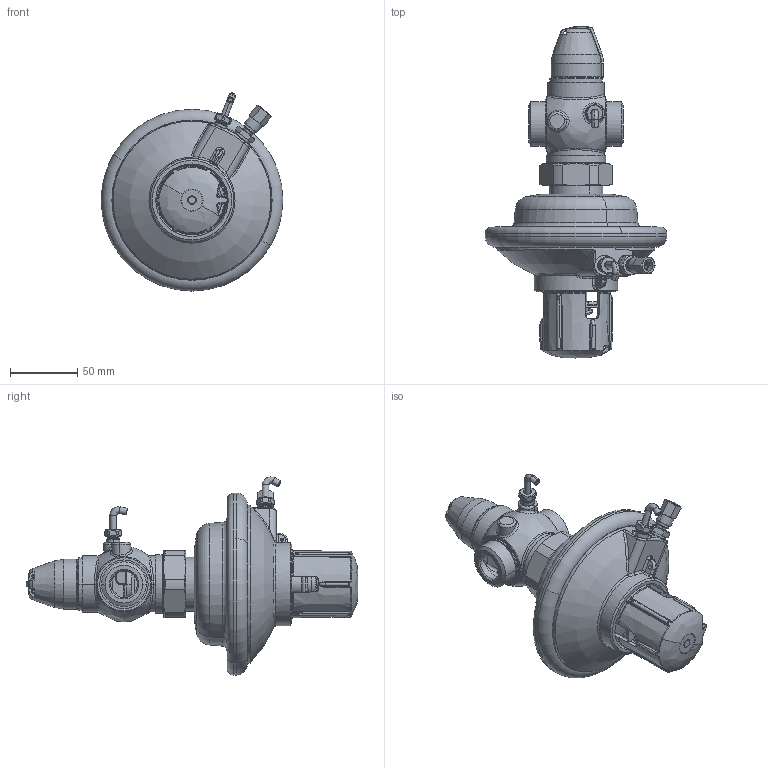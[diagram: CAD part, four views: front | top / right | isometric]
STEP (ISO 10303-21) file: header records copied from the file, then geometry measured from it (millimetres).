
FILE_DESCRIPTION((''),'2;1');
FILE_NAME('003H6534','2015-03-10T',('u317927'),('Danfoss'),'PRO/ENGINEER BY PARAMETRIC TECHNOLOGY CORPORATION, 2014000','PRO/ENGINEER BY PARAMETRIC TECHNOLOGY CORPORATION, 2014000','');
FILE_SCHEMA(('CONFIG_CONTROL_DESIGN'));
Length unit declared in the file: millimetre
Products named in the file (1): 003H6534
Bounding box: 135.1 x 246.67 x 147.26 mm (x, y, z)
Volume: 323135.7 mm3; surface area: 163300.7 mm2
Topology: 4 solids, 4 shells, 1590 faces, 3945 edges, 2412 vertices
Faces by surface type: plane 417, cylinder 399, cone 293, bspline 264, torus 200, sphere 15, revolution 2
Entity records: 66970 total; most frequent: CARTESIAN_POINT 31293, ORIENTED_EDGE 7858, DIRECTION 7094, EDGE_CURVE 3929, AXIS2_PLACEMENT_3D 3050, VERTEX_POINT 2412, CIRCLE 1726, EDGE_LOOP 1715
